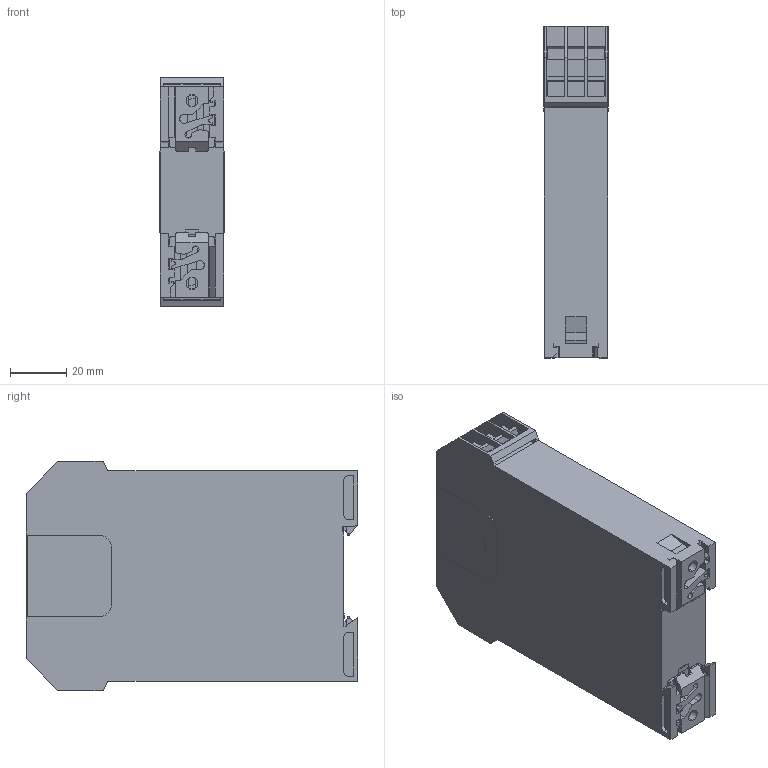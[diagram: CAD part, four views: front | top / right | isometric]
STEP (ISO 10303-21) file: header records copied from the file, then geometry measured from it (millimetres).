
FILE_DESCRIPTION((''),'2;1');
FILE_NAME('192602_SM01_ASM','2022-07-07T10:01:34',('PDMAdmin'),('BANNER ENGINEERING'),'CREO PARAMETRIC BY PTC INC, 2019292','CREO PARAMETRIC BY PTC INC, 2019292','');
FILE_SCHEMA(('CONFIG_CONTROL_DESIGN'));
Length unit declared in the file: millimetre
Products named in the file (2): 192602_EP01; 192602_SM01_ASM
Assembly tree (1 placements, depth 2):
  192602_SM01_ASM
    192602_EP01
Bounding box: 22.86 x 118.33 x 81.96 mm (x, y, z)
Volume: 184449.4 mm3; surface area: 40988.8 mm2
Topology: 1 solids, 1 shells, 465 faces, 1396 edges, 922 vertices
Faces by surface type: plane 379, cylinder 86
Entity records: 15693 total; most frequent: CARTESIAN_POINT 2826, ORIENTED_EDGE 2792, DIRECTION 2504, EDGE_CURVE 1396, VECTOR 1208, LINE 1208, VERTEX_POINT 922, AXIS2_PLACEMENT_3D 648
